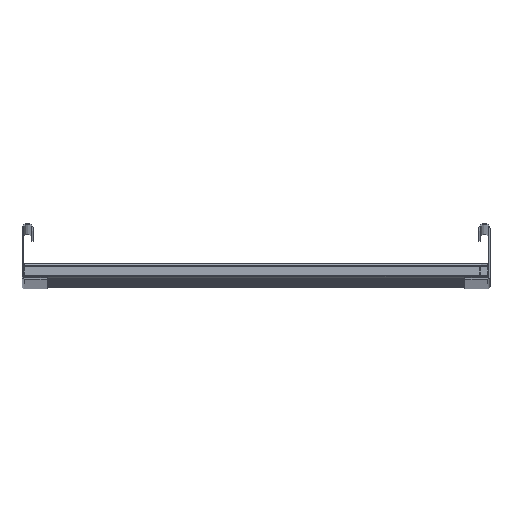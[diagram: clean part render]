
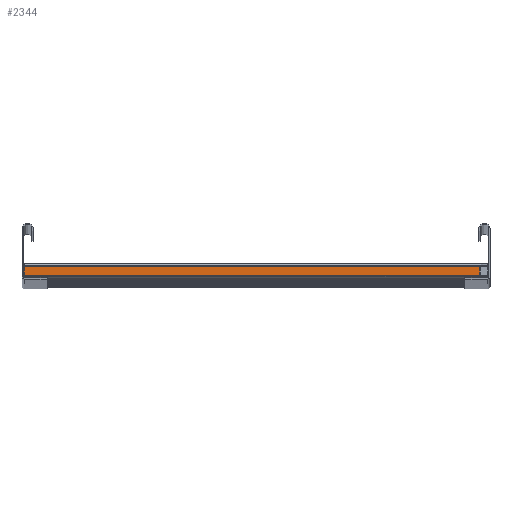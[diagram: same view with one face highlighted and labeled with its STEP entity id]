
A CAD part, top view. The second image highlights one B-rep face of the part: STEP entity #2344.
In plain terms, the highlighted face is planar.
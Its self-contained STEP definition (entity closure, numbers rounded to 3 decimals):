
#1783=CARTESIAN_POINT('',(0.,3.,486.34));
#1794=DIRECTION('',(0.,0.,1.));
#1795=VECTOR('',#1794,486.34);
#1796=CARTESIAN_POINT('',(0.,3.,0.));
#1797=LINE('',#1796,#1795);
#1872=DIRECTION('',(0.,-1.,0.));
#1873=VECTOR('',#1872,9.);
#1874=CARTESIAN_POINT('',(0.,12.,486.34));
#1875=LINE('',#1874,#1873);
#1876=DIRECTION('',(0.,1.,0.));
#1877=VECTOR('',#1876,9.);
#1878=CARTESIAN_POINT('',(0.,3.,0.));
#1879=LINE('',#1878,#1877);
#1880=DIRECTION('',(0.,0.,-1.));
#1881=VECTOR('',#1880,486.34);
#1882=CARTESIAN_POINT('',(0.,12.,486.34));
#1883=LINE('',#1882,#1881);
#1920=CARTESIAN_POINT('',(0.,12.,0.));
#1921=VERTEX_POINT('',#1920);
#1922=CARTESIAN_POINT('',(0.,3.,0.));
#1923=VERTEX_POINT('',#1922);
#1983=VERTEX_POINT('',#1783);
#1984=CARTESIAN_POINT('',(0.,12.,486.34));
#1985=VERTEX_POINT('',#1984);
#2332=CARTESIAN_POINT('',(0.,0.,-300.));
#2333=DIRECTION('',(-1.,0.,0.));
#2334=DIRECTION('',(0.,1.,0.));
#2335=AXIS2_PLACEMENT_3D('',#2332,#2333,#2334);
#2336=PLANE('',#2335);
#2338=ORIENTED_EDGE('',*,*,#2337,.F.);
#2339=ORIENTED_EDGE('',*,*,#2256,.T.);
#2340=ORIENTED_EDGE('',*,*,#2241,.F.);
#2341=ORIENTED_EDGE('',*,*,#2006,.T.);
#2342=EDGE_LOOP('',(#2338,#2339,#2340,#2341));
#2343=FACE_OUTER_BOUND('',#2342,.F.);
#2344=ADVANCED_FACE('',(#2343),#2336,.T.);
#2006=EDGE_CURVE('',#1923,#1921,#1879,.T.);
#2241=EDGE_CURVE('',#1923,#1983,#1797,.T.);
#2256=EDGE_CURVE('',#1985,#1983,#1875,.T.);
#2337=EDGE_CURVE('',#1985,#1921,#1883,.T.);
